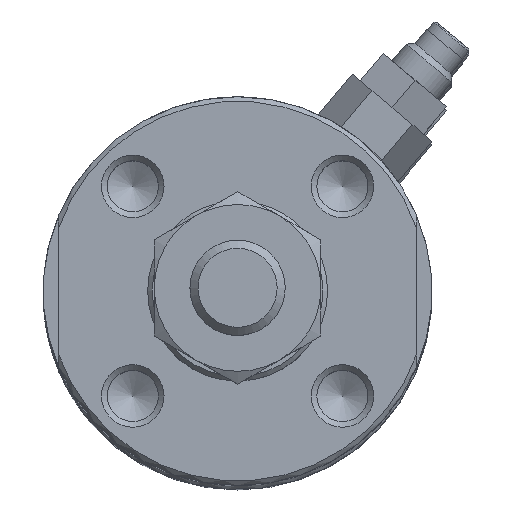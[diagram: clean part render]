
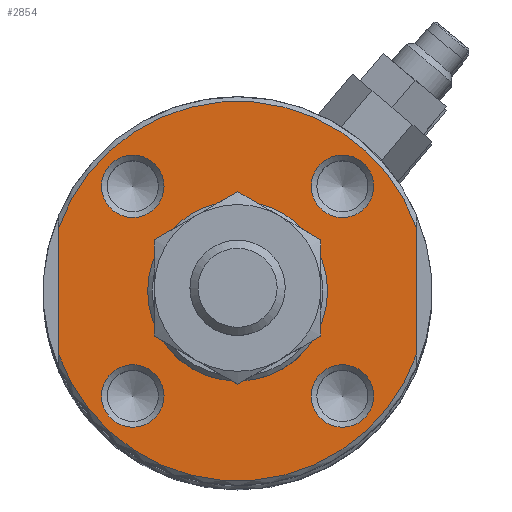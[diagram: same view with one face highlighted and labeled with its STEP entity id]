
A CAD part, top view. The second image highlights one B-rep face of the part: STEP entity #2854.
In plain terms, the highlighted planar face has unit normal (0, 0, 1).
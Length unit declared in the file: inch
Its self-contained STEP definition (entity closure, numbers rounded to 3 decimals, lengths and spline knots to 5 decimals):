
#158=LINE('',#4564,#344);
#161=LINE('',#4578,#347);
#344=VECTOR('',#3606,0.32927);
#347=VECTOR('',#3611,0.32927);
#609=FACE_BOUND('',#983,.T.);
#610=FACE_BOUND('',#984,.T.);
#611=FACE_BOUND('',#985,.T.);
#612=FACE_BOUND('',#986,.T.);
#613=FACE_BOUND('',#987,.T.);
#743=FACE_OUTER_BOUND('',#982,.T.);
#982=EDGE_LOOP('',(#2207,#2208,#2209,#2210));
#983=EDGE_LOOP('',(#2211));
#984=EDGE_LOOP('',(#2212));
#985=EDGE_LOOP('',(#2213));
#986=EDGE_LOOP('',(#2214));
#987=EDGE_LOOP('',(#2215));
#1193=CIRCLE('',#3086,0.498);
#1195=CIRCLE('',#3090,0.082);
#1198=CIRCLE('',#3096,0.082);
#1201=CIRCLE('',#3102,0.082);
#1204=CIRCLE('',#3108,0.082);
#1208=CIRCLE('',#3115,0.236);
#1209=CIRCLE('',#3117,0.498);
#1373=VERTEX_POINT('',#4559);
#1374=VERTEX_POINT('',#4563);
#1377=VERTEX_POINT('',#4573);
#1378=VERTEX_POINT('',#4577);
#1381=VERTEX_POINT('',#4593);
#1384=VERTEX_POINT('',#4602);
#1387=VERTEX_POINT('',#4611);
#1390=VERTEX_POINT('',#4620);
#1394=VERTEX_POINT('',#4631);
#1671=EDGE_CURVE('',#1374,#1373,#158,.T.);
#1676=EDGE_CURVE('',#1378,#1377,#161,.T.);
#1681=EDGE_CURVE('',#1374,#1377,#1193,.T.);
#1683=EDGE_CURVE('',#1381,#1381,#1195,.T.);
#1686=EDGE_CURVE('',#1384,#1384,#1198,.T.);
#1689=EDGE_CURVE('',#1387,#1387,#1201,.T.);
#1692=EDGE_CURVE('',#1390,#1390,#1204,.T.);
#1696=EDGE_CURVE('',#1394,#1394,#1208,.T.);
#1697=EDGE_CURVE('',#1378,#1373,#1209,.T.);
#2207=ORIENTED_EDGE('',*,*,#1671,.T.);
#2208=ORIENTED_EDGE('',*,*,#1697,.F.);
#2209=ORIENTED_EDGE('',*,*,#1676,.T.);
#2210=ORIENTED_EDGE('',*,*,#1681,.F.);
#2211=ORIENTED_EDGE('',*,*,#1683,.T.);
#2212=ORIENTED_EDGE('',*,*,#1686,.T.);
#2213=ORIENTED_EDGE('',*,*,#1689,.T.);
#2214=ORIENTED_EDGE('',*,*,#1692,.T.);
#2215=ORIENTED_EDGE('',*,*,#1696,.T.);
#2707=PLANE('',#3116);
#2854=ADVANCED_FACE('',(#743,#609,#610,#611,#612,#613),#2707,.T.);
#3086=AXIS2_PLACEMENT_3D('',#4588,#3621,#3622);
#3090=AXIS2_PLACEMENT_3D('',#4594,#3629,#3630);
#3096=AXIS2_PLACEMENT_3D('',#4603,#3641,#3642);
#3102=AXIS2_PLACEMENT_3D('',#4612,#3653,#3654);
#3108=AXIS2_PLACEMENT_3D('',#4621,#3665,#3666);
#3115=AXIS2_PLACEMENT_3D('',#4632,#3679,#3680);
#3116=AXIS2_PLACEMENT_3D('',#4633,#3681,#3682);
#3117=AXIS2_PLACEMENT_3D('',#4634,#3683,#3684);
#3606=DIRECTION('',(0.,1.,0.));
#3611=DIRECTION('',(0.,-1.,0.));
#3621=DIRECTION('center_axis',(0.,0.,-1.));
#3622=DIRECTION('ref_axis',(0.,1.,0.));
#3629=DIRECTION('center_axis',(0.,0.,-1.));
#3630=DIRECTION('ref_axis',(1.,0.,0.));
#3641=DIRECTION('center_axis',(0.,0.,-1.));
#3642=DIRECTION('ref_axis',(1.,0.,0.));
#3653=DIRECTION('center_axis',(0.,0.,-1.));
#3654=DIRECTION('ref_axis',(1.,0.,0.));
#3665=DIRECTION('center_axis',(0.,0.,-1.));
#3666=DIRECTION('ref_axis',(1.,0.,0.));
#3679=DIRECTION('center_axis',(0.,0.,-1.));
#3680=DIRECTION('ref_axis',(0.,1.,0.));
#3681=DIRECTION('center_axis',(0.,0.,1.));
#3682=DIRECTION('ref_axis',(1.,0.,0.));
#3683=DIRECTION('center_axis',(0.,0.,-1.));
#3684=DIRECTION('ref_axis',(0.,1.,0.));
#4559=CARTESIAN_POINT('',(0.47,0.16463,0.709));
#4563=CARTESIAN_POINT('',(0.47,-0.16463,0.709));
#4564=CARTESIAN_POINT('',(0.47,-0.097,0.709));
#4573=CARTESIAN_POINT('',(-0.47,-0.16463,0.709));
#4577=CARTESIAN_POINT('',(-0.47,0.16463,0.709));
#4578=CARTESIAN_POINT('',(-0.47,0.464,0.709));
#4588=CARTESIAN_POINT('Origin',(0.,0.,0.709));
#4593=CARTESIAN_POINT('',(-0.193,-0.275,0.709));
#4594=CARTESIAN_POINT('Origin',(-0.275,-0.275,0.709));
#4602=CARTESIAN_POINT('',(-0.193,0.275,0.709));
#4603=CARTESIAN_POINT('Origin',(-0.275,0.275,0.709));
#4611=CARTESIAN_POINT('',(0.357,-0.275,0.709));
#4612=CARTESIAN_POINT('Origin',(0.275,-0.275,0.709));
#4620=CARTESIAN_POINT('',(0.357,0.275,0.709));
#4621=CARTESIAN_POINT('Origin',(0.275,0.275,0.709));
#4631=CARTESIAN_POINT('',(0.,0.236,0.709));
#4632=CARTESIAN_POINT('Origin',(0.,0.,0.709));
#4633=CARTESIAN_POINT('Origin',(0.,0.367,0.709));
#4634=CARTESIAN_POINT('Origin',(0.,0.,0.709));
